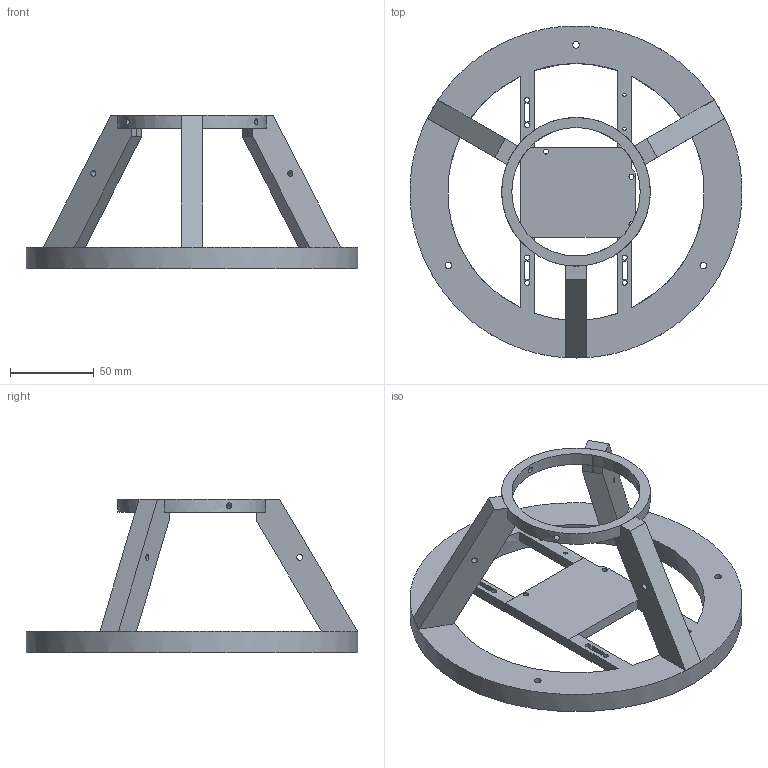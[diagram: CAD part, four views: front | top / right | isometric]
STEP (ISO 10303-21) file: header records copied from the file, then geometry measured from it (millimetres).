
FILE_DESCRIPTION(/* description */ (''),/* implementation_level */ '2;1');
FILE_NAME(/* name */ 'StaticFireMount.step',/* time_stamp */ '2024-08-02T12:00:50-07:00',/* author */ (''),/* organization */ (''),/* preprocessor_version */ 'ST-DEVELOPER v20',/* originating_system */ 'Autodesk Translation Framework v13.14.0.145',/* authorisation */ '');
FILE_SCHEMA (('AUTOMOTIVE_DESIGN { 1 0 10303 214 3 1 1 }'));
Length unit declared in the file: foot
Products named in the file (3): StaticFireMount; StaticFireMount_1; Component23
Assembly tree (2 placements, depth 3):
  StaticFireMount
    StaticFireMount_1
      Component23
Bounding box: 197.94 x 197.94 x 91.35 mm (x, y, z)
Volume: 259430.7 mm3; surface area: 76525.5 mm2
Topology: 2 solids, 2 shells, 103 faces, 297 edges, 196 vertices
Faces by surface type: plane 73, cylinder 30
Full cylindrical faces by diameter (mm): 2 x2, 3 x9, 3.505 x3, 3.51 x3, 3.969 x3, 76.607 x1, 88.618 x1, 153.212 x1, 197.941 x1
Entity records: 3747 total; most frequent: CARTESIAN_POINT 799, ORIENTED_EDGE 594, DIRECTION 581, EDGE_CURVE 297, LINE 217, VECTOR 217, VERTEX_POINT 196, AXIS2_PLACEMENT_3D 182
